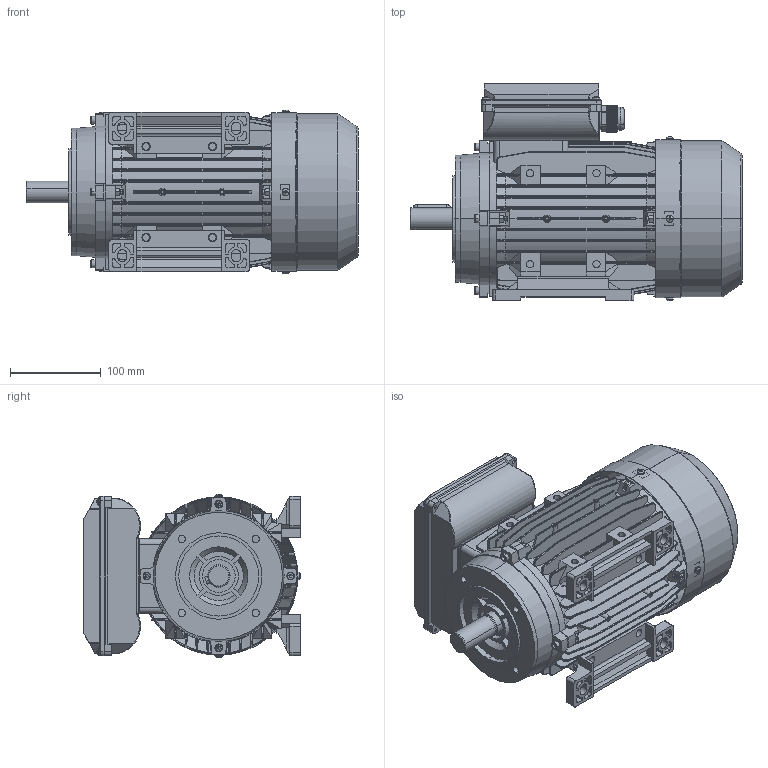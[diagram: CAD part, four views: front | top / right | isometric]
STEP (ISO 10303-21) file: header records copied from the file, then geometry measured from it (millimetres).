
FILE_DESCRIPTION (( 'STEP AP203' ), '1' );
FILE_NAME ('ML90L B34.STEP', '2015-01-13T00:42:44', ( 'USER' ), ( 'MS' ), 'SwSTEP 2.0', 'SolidWorks 2008', '' );
FILE_SCHEMA (( 'CONFIG_CONTROL_DESIGN' ));
Length unit declared in the file: millimetre
Products named in the file (14): 90风罩_默认; Hexagon socket head cap screws GB_GB_FASTENER_SCREWS_HSHCS M5X30-N; Cross recessed thread forming screws GB_GB_CROSS_SCREWS_TYPE138 M4X10-N; 风叶_默认; 90B14前盖_默认; ML90L B34; 90L机壳_默认; 90后盖_默认; 90L底脚_默认; 90L转轴_默认; Hexagon nuts grade C GB_GB_FASTENER_NUT_SNC1 M5-N; 80-100出线螺套_默认; ML80-ML90接线盒座(铝)_默认; ML80-ML90接线盒盖(铝)_默认
Assembly tree (35 placements, depth 2):
  ML90L B34
    Hexagon socket head cap screws GB_GB_FASTENER_SCREWS_HSHCS M5X30-N  x8
    ML80-ML90接线盒座(铝)_默认
    Cross recessed thread forming screws GB_GB_CROSS_SCREWS_TYPE138 M4X10-N  x8
    90后盖_默认
    90L机壳_默认
    Hexagon nuts grade C GB_GB_FASTENER_NUT_SNC1 M5-N  x8
    80-100出线螺套_默认
    90L底脚_默认  x2
    风叶_默认
    ML80-ML90接线盒盖(铝)_默认
    90B14前盖_默认
    90风罩_默认
    90L转轴_默认
Bounding box: 365 x 239.12 x 180.24 mm (x, y, z)
Volume: 1502421.2 mm3; surface area: 919132 mm2
Topology: 35 solids, 35 shells, 3866 faces, 10034 edges, 6293 vertices
Faces by surface type: plane 2196, cylinder 1098, cone 215, sphere 124, bspline 120, torus 113
Entity records: 109849 total; most frequent: CARTESIAN_POINT 28126, ORIENTED_EDGE 17210, DIRECTION 15720, EDGE_CURVE 8605, VERTEX_POINT 5422, LINE 5414, VECTOR 5414, AXIS2_PLACEMENT_3D 5153
